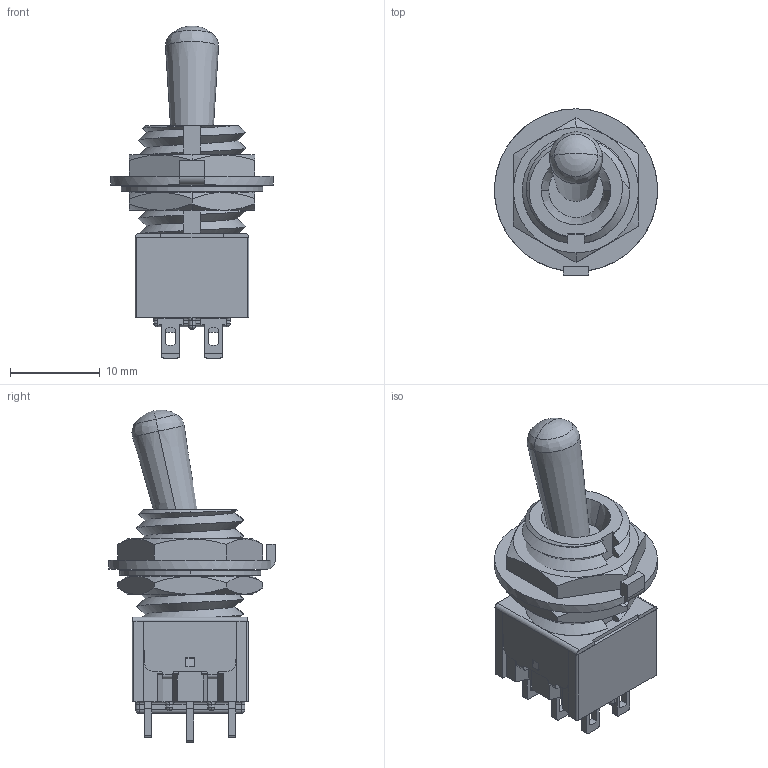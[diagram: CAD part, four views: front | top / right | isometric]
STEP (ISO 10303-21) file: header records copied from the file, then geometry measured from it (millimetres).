
FILE_DESCRIPTION(('STEP AP214'),'1');
FILE_NAME('41871.stp','2019-04-10T04:04:55',('TraceParts'),('TraceParts S.A.'),'Spatial InterOp 3D',' ',' ');
FILE_SCHEMA(('AUTOMOTIVE_DESIGN { 1 0 10303 214 1 1 1 1 }'));
Length unit declared in the file: millimetre
Products named in the file (1): 41871_1
Bounding box: 18.2 x 18.6 x 37.09 mm (x, y, z)
Volume: 3432.8 mm3; surface area: 3430.2 mm2
Topology: 5 solids, 5 shells, 503 faces, 1335 edges, 827 vertices
Faces by surface type: plane 269, cylinder 163, cone 26, bspline 19, sphere 14, torus 12
Entity records: 17375 total; most frequent: CARTESIAN_POINT 4875, ORIENTED_EDGE 2642, DIRECTION 2583, EDGE_CURVE 1321, AXIS2_PLACEMENT_3D 890, VERTEX_POINT 827, LINE 803, VECTOR 803
